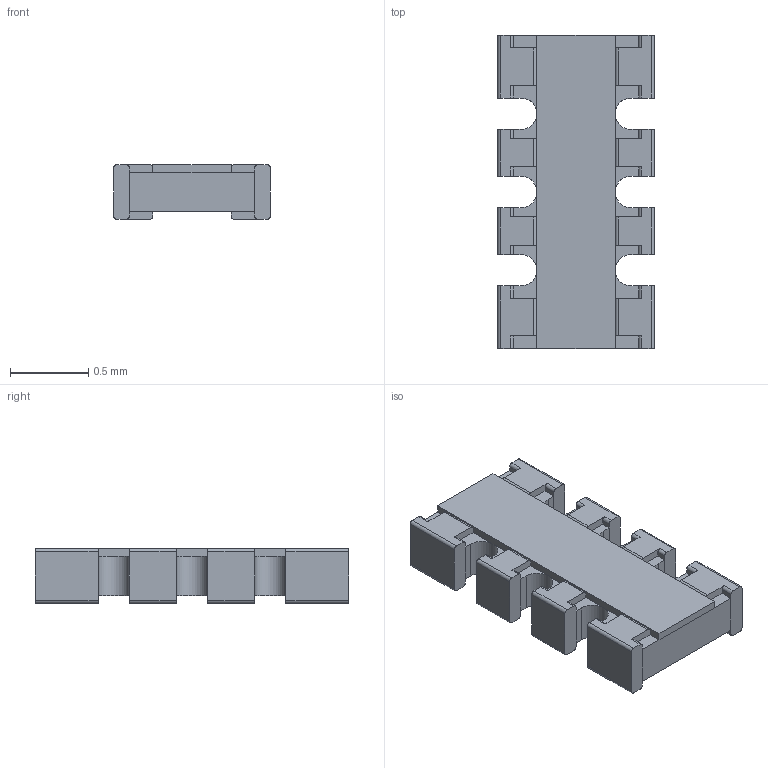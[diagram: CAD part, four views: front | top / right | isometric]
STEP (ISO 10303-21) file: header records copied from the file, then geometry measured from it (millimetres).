
FILE_DESCRIPTION(/* description */ ('model of R_Array_Convex_4x0402'),/* implementation_level */ '2;1');
FILE_NAME(/* name */ 'R_Array_Convex_4x0402.step',/* time_stamp */ '2017-04-29T18:40:21',/* author */ ('kicad StepUp','ksu'),/* organization */ ('FreeCAD'),/* preprocessor_version */ 'OCC',/* originating_system */ 'kicad StepUp',/* authorisation */ '');
FILE_SCHEMA(('AUTOMOTIVE_DESIGN_CC2 { 1 2 10303 214 -1 1 5 4 }'));
Length unit declared in the file: millimetre
Products named in the file (1): R_Array_Convex_4x0402
Bounding box: 1 x 2 x 0.35 mm (x, y, z)
Volume: 0.5 mm3; surface area: 6.6 mm2
Topology: 1 solids, 1 shells, 218 faces, 638 edges, 422 vertices
Faces by surface type: plane 148, cylinder 70
Entity records: 4752 total; most frequent: ORIENTED_EDGE 967, CARTESIAN_POINT 803, EDGE_CURVE 638, VERTEX_POINT 422, LINE 404, AXIS2_PLACEMENT_3D 284, ADVANCED_FACE 218, FACE_BOUND 218
